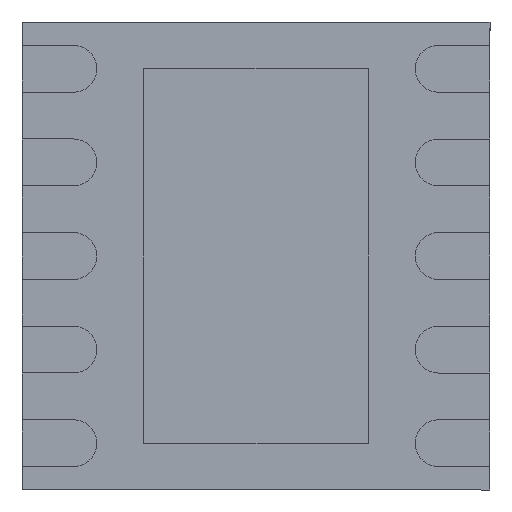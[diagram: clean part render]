
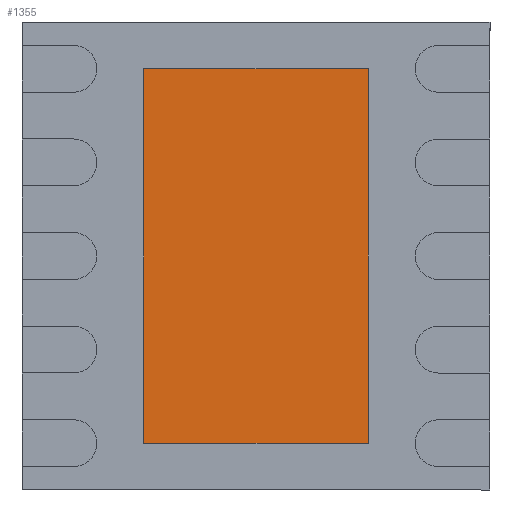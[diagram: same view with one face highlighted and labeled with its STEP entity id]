
A CAD part, front view. The second image highlights one B-rep face of the part: STEP entity #1355.
In plain terms, the highlighted planar face has unit normal (0, -1, 0).
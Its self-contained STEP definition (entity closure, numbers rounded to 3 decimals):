
#137 = EDGE_CURVE ( 'NONE', #1336, #2054, #2870, .T. ) ;
#333 = EDGE_LOOP ( 'NONE', ( #2642, #1164, #1071, #2481 ) ) ;
#538 = VERTEX_POINT ( 'NONE', #1368 ) ;
#688 = VECTOR ( 'NONE', #1989, 1000. ) ;
#733 = CARTESIAN_POINT ( 'NONE',  ( 0.6, -0.05, -1. ) ) ;
#739 = CARTESIAN_POINT ( 'NONE',  ( 0.6, -0.05, 1. ) ) ;
#854 = CARTESIAN_POINT ( 'NONE',  ( -0.6, -0.05, 1. ) ) ;
#1048 = PLANE ( 'NONE',  #3923 ) ;
#1071 = ORIENTED_EDGE ( 'NONE', *, *, #1913, .F. ) ;
#1130 = VECTOR ( 'NONE', #3333, 1000. ) ;
#1164 = ORIENTED_EDGE ( 'NONE', *, *, #1217, .T. ) ;
#1217 = EDGE_CURVE ( 'NONE', #2054, #538, #1831, .T. ) ;
#1336 = VERTEX_POINT ( 'NONE', #1660 ) ;
#1355 = ADVANCED_FACE ( 'NONE', ( #2582 ), #1048, .F. ) ;
#1368 = CARTESIAN_POINT ( 'NONE',  ( -0.6, -0.05, -1. ) ) ;
#1395 = DIRECTION ( 'NONE',  ( 1., 0., 0. ) ) ;
#1660 = CARTESIAN_POINT ( 'NONE',  ( 0.6, -0.05, 1. ) ) ;
#1689 = LINE ( 'NONE', #1768, #688 ) ;
#1768 = CARTESIAN_POINT ( 'NONE',  ( 0.6, -0.05, -1. ) ) ;
#1798 = VERTEX_POINT ( 'NONE', #733 ) ;
#1831 = LINE ( 'NONE', #854, #3226 ) ;
#1913 = EDGE_CURVE ( 'NONE', #1798, #538, #3931, .T. ) ;
#1989 = DIRECTION ( 'NONE',  ( 0., 0., 1. ) ) ;
#2054 = VERTEX_POINT ( 'NONE', #2115 ) ;
#2115 = CARTESIAN_POINT ( 'NONE',  ( -0.6, -0.05, 1. ) ) ;
#2395 = CARTESIAN_POINT ( 'NONE',  ( 0., -0.05, -1. ) ) ;
#2481 = ORIENTED_EDGE ( 'NONE', *, *, #3925, .T. ) ;
#2582 = FACE_OUTER_BOUND ( 'NONE', #333, .T. ) ;
#2642 = ORIENTED_EDGE ( 'NONE', *, *, #137, .T. ) ;
#2668 = VECTOR ( 'NONE', #3814, 1000. ) ;
#2870 = LINE ( 'NONE', #739, #2668 ) ;
#3215 = DIRECTION ( 'NONE',  ( 0., 1., 0. ) ) ;
#3226 = VECTOR ( 'NONE', #4037, 1000. ) ;
#3263 = CARTESIAN_POINT ( 'NONE',  ( 0., -0.05, 0. ) ) ;
#3333 = DIRECTION ( 'NONE',  ( -1., 0., 0. ) ) ;
#3814 = DIRECTION ( 'NONE',  ( -1., 0., 0. ) ) ;
#3923 = AXIS2_PLACEMENT_3D ( 'NONE', #3263, #3215, #1395 ) ;
#3925 = EDGE_CURVE ( 'NONE', #1798, #1336, #1689, .T. ) ;
#3931 = LINE ( 'NONE', #2395, #1130 ) ;
#4037 = DIRECTION ( 'NONE',  ( 0., 0., -1. ) ) ;
